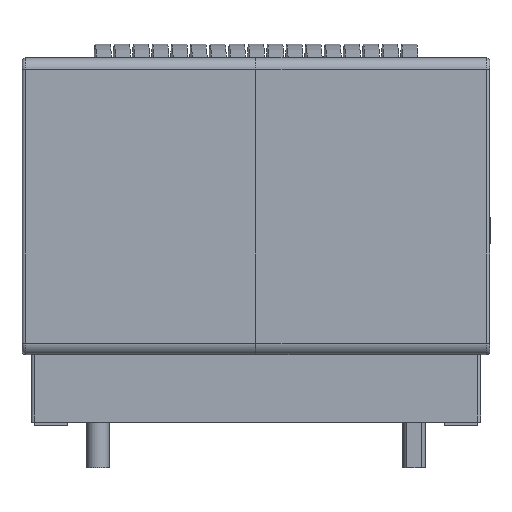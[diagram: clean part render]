
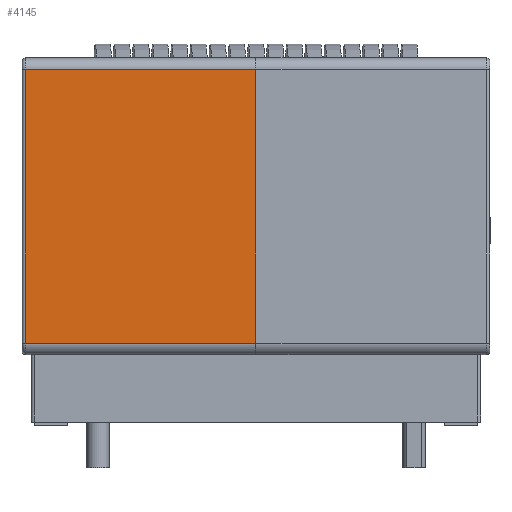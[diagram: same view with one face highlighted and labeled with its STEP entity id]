
A CAD part, left-side view. The second image highlights one B-rep face of the part: STEP entity #4145.
In plain terms, the highlighted planar face has unit normal (-1, 0, 0).
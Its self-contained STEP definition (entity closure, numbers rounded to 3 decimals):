
#170 = VECTOR ( 'NONE', #2526, 1000. ) ;
#1068 = EDGE_LOOP ( 'NONE', ( #7366, #25856, #18100, #2734 ) ) ;
#1387 = CARTESIAN_POINT ( 'NONE',  ( -18., 0., 7.2 ) ) ;
#1616 = DIRECTION ( 'NONE',  ( 0., 0., -1. ) ) ;
#1706 = CARTESIAN_POINT ( 'NONE',  ( -18., 0., 31.2 ) ) ;
#2137 = EDGE_CURVE ( 'NONE', #29906, #14929, #25368, .T. ) ;
#2526 = DIRECTION ( 'NONE',  ( 0., 0., -1. ) ) ;
#2734 = ORIENTED_EDGE ( 'NONE', *, *, #2137, .F. ) ;
#3432 = VECTOR ( 'NONE', #12097, 1000. ) ;
#4145 = ADVANCED_FACE ( 'NONE', ( #21636 ), #19256, .F. ) ;
#5248 = CARTESIAN_POINT ( 'NONE',  ( -18., 0., 31.2 ) ) ;
#7366 = ORIENTED_EDGE ( 'NONE', *, *, #11820, .T. ) ;
#9460 = VERTEX_POINT ( 'NONE', #12969 ) ;
#11820 = EDGE_CURVE ( 'NONE', #29906, #9460, #24280, .T. ) ;
#11872 = CARTESIAN_POINT ( 'NONE',  ( -18., 20.2, 7.2 ) ) ;
#12097 = DIRECTION ( 'NONE',  ( 0., 1., 0. ) ) ;
#12969 = CARTESIAN_POINT ( 'NONE',  ( -18., 20.2, 31.2 ) ) ;
#13851 = CARTESIAN_POINT ( 'NONE',  ( -18., 20.2, 7.2 ) ) ;
#14445 = EDGE_CURVE ( 'NONE', #21169, #14929, #25918, .T. ) ;
#14929 = VERTEX_POINT ( 'NONE', #22227 ) ;
#15465 = VECTOR ( 'NONE', #21204, 1000. ) ;
#16117 = CARTESIAN_POINT ( 'NONE',  ( -18., 0., 32.2 ) ) ;
#16551 = VECTOR ( 'NONE', #1616, 1000. ) ;
#18100 = ORIENTED_EDGE ( 'NONE', *, *, #14445, .T. ) ;
#19256 = PLANE ( 'NONE',  #29103 ) ;
#21169 = VERTEX_POINT ( 'NONE', #13851 ) ;
#21204 = DIRECTION ( 'NONE',  ( 0., -1., 0. ) ) ;
#21636 = FACE_OUTER_BOUND ( 'NONE', #1068, .T. ) ;
#22227 = CARTESIAN_POINT ( 'NONE',  ( -18., 0., 7.2 ) ) ;
#24280 = LINE ( 'NONE', #5248, #3432 ) ;
#24859 = CARTESIAN_POINT ( 'NONE',  ( -18., 0., 32.2 ) ) ;
#25368 = LINE ( 'NONE', #16117, #16551 ) ;
#25856 = ORIENTED_EDGE ( 'NONE', *, *, #26666, .T. ) ;
#25918 = LINE ( 'NONE', #1387, #15465 ) ;
#26332 = DIRECTION ( 'NONE',  ( 1., 0., 0. ) ) ;
#26427 = LINE ( 'NONE', #11872, #170 ) ;
#26666 = EDGE_CURVE ( 'NONE', #9460, #21169, #26427, .T. ) ;
#28798 = DIRECTION ( 'NONE',  ( 0., 0., 1. ) ) ;
#29103 = AXIS2_PLACEMENT_3D ( 'NONE', #24859, #26332, #28798 ) ;
#29906 = VERTEX_POINT ( 'NONE', #1706 ) ;
